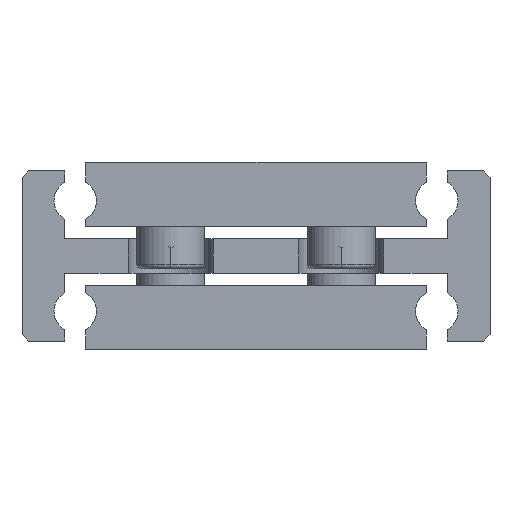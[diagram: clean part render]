
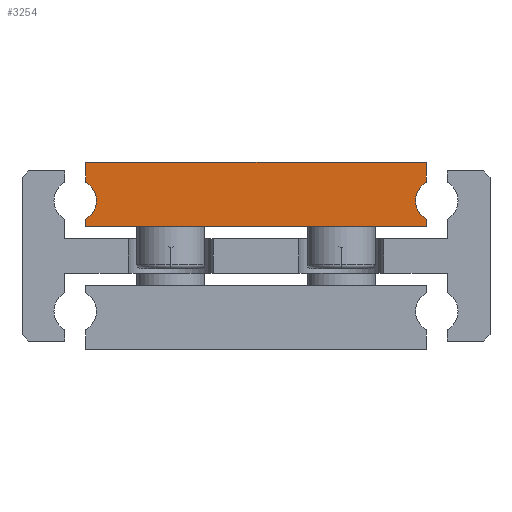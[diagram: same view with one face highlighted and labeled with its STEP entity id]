
A CAD part, front view. The second image highlights one B-rep face of the part: STEP entity #3254.
In plain terms, the highlighted planar face has unit normal (0, -1, 0).
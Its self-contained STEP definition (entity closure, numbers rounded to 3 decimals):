
#172=PLANE('',#3729);
#384=FACE_OUTER_BOUND('',#581,.T.);
#581=EDGE_LOOP('',(#2977,#2978,#2979,#2980,#2981,#2982,#2983,#2984,#2985,
#2986));
#808=LINE('',#5721,#1040);
#813=LINE('',#5730,#1045);
#819=LINE('',#5741,#1051);
#820=LINE('',#5744,#1052);
#822=LINE('',#5747,#1054);
#823=LINE('',#5749,#1055);
#824=LINE('',#5750,#1056);
#825=LINE('',#5751,#1057);
#1040=VECTOR('',#4720,1.67);
#1045=VECTOR('',#4727,4.67);
#1051=VECTOR('',#4737,1.67);
#1052=VECTOR('',#4740,4.67);
#1054=VECTOR('',#4744,80.);
#1055=VECTOR('',#4747,20.);
#1056=VECTOR('',#4748,40.);
#1057=VECTOR('',#4749,20.);
#1257=CIRCLE('',#3650,5.);
#1260=CIRCLE('',#3654,5.);
#1532=VERTEX_POINT('',#5490);
#1542=VERTEX_POINT('',#5529);
#1543=VERTEX_POINT('',#5530);
#1548=VERTEX_POINT('',#5541);
#1549=VERTEX_POINT('',#5543);
#1593=VERTEX_POINT('',#5682);
#1602=VERTEX_POINT('',#5720);
#1605=VERTEX_POINT('',#5728);
#1608=VERTEX_POINT('',#5739);
#1609=VERTEX_POINT('',#5743);
#1976=EDGE_CURVE('',#1542,#1543,#1257,.T.);
#1982=EDGE_CURVE('',#1549,#1548,#1260,.T.);
#2062=EDGE_CURVE('',#1549,#1602,#808,.T.);
#2067=EDGE_CURVE('',#1605,#1548,#813,.T.);
#2073=EDGE_CURVE('',#1608,#1543,#819,.T.);
#2074=EDGE_CURVE('',#1542,#1609,#820,.T.);
#2076=EDGE_CURVE('',#1609,#1605,#822,.T.);
#2077=EDGE_CURVE('',#1532,#1608,#823,.T.);
#2078=EDGE_CURVE('',#1593,#1532,#824,.T.);
#2079=EDGE_CURVE('',#1602,#1593,#825,.T.);
#2977=ORIENTED_EDGE('',*,*,#1982,.T.);
#2978=ORIENTED_EDGE('',*,*,#2067,.F.);
#2979=ORIENTED_EDGE('',*,*,#2076,.F.);
#2980=ORIENTED_EDGE('',*,*,#2074,.F.);
#2981=ORIENTED_EDGE('',*,*,#1976,.T.);
#2982=ORIENTED_EDGE('',*,*,#2073,.F.);
#2983=ORIENTED_EDGE('',*,*,#2077,.F.);
#2984=ORIENTED_EDGE('',*,*,#2078,.F.);
#2985=ORIENTED_EDGE('',*,*,#2079,.F.);
#2986=ORIENTED_EDGE('',*,*,#2062,.F.);
#3254=ADVANCED_FACE('',(#384),#172,.F.);
#3650=AXIS2_PLACEMENT_3D('',#5531,#4536,#4537);
#3654=AXIS2_PLACEMENT_3D('',#5544,#4547,#4548);
#3729=AXIS2_PLACEMENT_3D('',#5748,#4745,#4746);
#4536=DIRECTION('center_axis',(0.,1.,0.));
#4537=DIRECTION('ref_axis',(1.,0.,0.));
#4547=DIRECTION('center_axis',(0.,1.,0.));
#4548=DIRECTION('ref_axis',(1.,0.,0.));
#4720=DIRECTION('',(0.,0.,-1.));
#4727=DIRECTION('',(0.,0.,-1.));
#4737=DIRECTION('',(0.,0.,1.));
#4740=DIRECTION('',(0.,0.,1.));
#4744=DIRECTION('',(1.,0.,0.));
#4745=DIRECTION('center_axis',(0.,1.,0.));
#4746=DIRECTION('ref_axis',(0.,0.,1.));
#4747=DIRECTION('',(-1.,0.,0.));
#4748=DIRECTION('',(-1.,0.,0.));
#4749=DIRECTION('',(-1.,0.,0.));
#5490=CARTESIAN_POINT('',(-20.,-425.,-3.5));
#5529=CARTESIAN_POINT('',(-40.,-425.,6.83));
#5530=CARTESIAN_POINT('',(-40.,-425.,-1.83));
#5531=CARTESIAN_POINT('Origin',(-42.5,-425.,2.5));
#5541=CARTESIAN_POINT('',(40.,-425.,6.83));
#5543=CARTESIAN_POINT('',(40.,-425.,-1.83));
#5544=CARTESIAN_POINT('Origin',(42.5,-425.,2.5));
#5682=CARTESIAN_POINT('',(20.,-425.,-3.5));
#5720=CARTESIAN_POINT('',(40.,-425.,-3.5));
#5721=CARTESIAN_POINT('',(40.,-425.,-1.83));
#5728=CARTESIAN_POINT('',(40.,-425.,11.5));
#5730=CARTESIAN_POINT('',(40.,-425.,11.5));
#5739=CARTESIAN_POINT('',(-40.,-425.,-3.5));
#5741=CARTESIAN_POINT('',(-40.,-425.,-3.5));
#5743=CARTESIAN_POINT('',(-40.,-425.,11.5));
#5744=CARTESIAN_POINT('',(-40.,-425.,6.83));
#5747=CARTESIAN_POINT('',(-40.,-425.,11.5));
#5748=CARTESIAN_POINT('Origin',(0.,-425.,4.));
#5749=CARTESIAN_POINT('',(-20.,-425.,-3.5));
#5750=CARTESIAN_POINT('',(20.,-425.,-3.5));
#5751=CARTESIAN_POINT('',(40.,-425.,-3.5));
